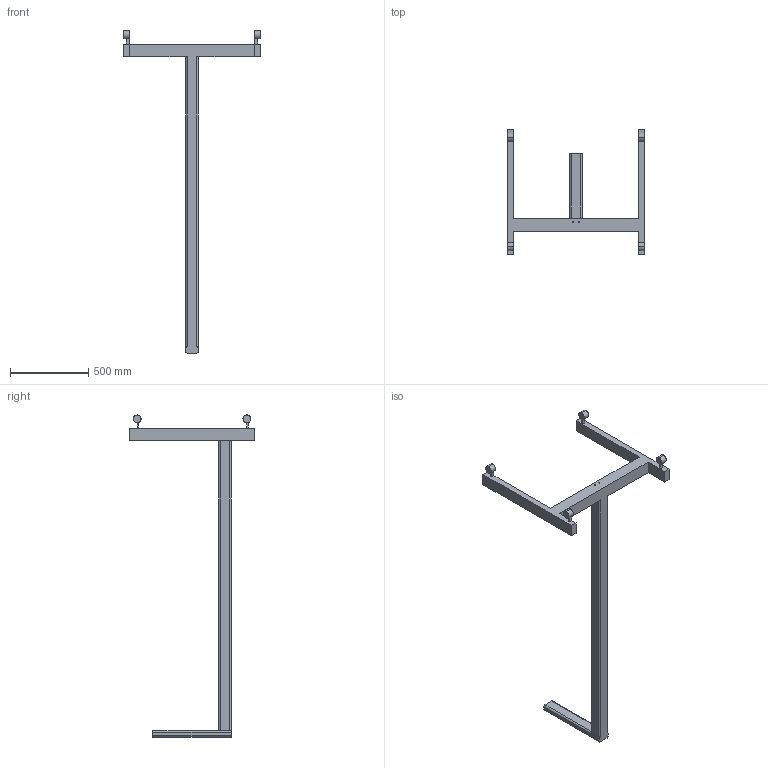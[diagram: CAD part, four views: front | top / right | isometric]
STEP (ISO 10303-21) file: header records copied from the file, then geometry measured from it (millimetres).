
FILE_DESCRIPTION (( 'STEP AP214' ), '1' );
FILE_NAME ('MoveableBase.STEP', '2025-03-13T12:01:35', ( '' ), ( '' ), 'SwSTEP 2.0', 'SolidWorks 2020', '' );
FILE_SCHEMA (( 'AUTOMOTIVE_DESIGN' ));
Length unit declared in the file: millimetre
Products named in the file (1): MoveableBase
Bounding box: 880 x 800 x 2055 mm (x, y, z)
Volume: 23816959.2 mm3; surface area: 1358133.1 mm2
Topology: 1 solids, 1 shells, 62 faces, 164 edges, 106 vertices
Faces by surface type: plane 42, cylinder 20
Entity records: 1946 total; most frequent: DIRECTION 334, CARTESIAN_POINT 333, ORIENTED_EDGE 328, EDGE_CURVE 164, VECTOR 120, LINE 120, AXIS2_PLACEMENT_3D 107, VERTEX_POINT 106
